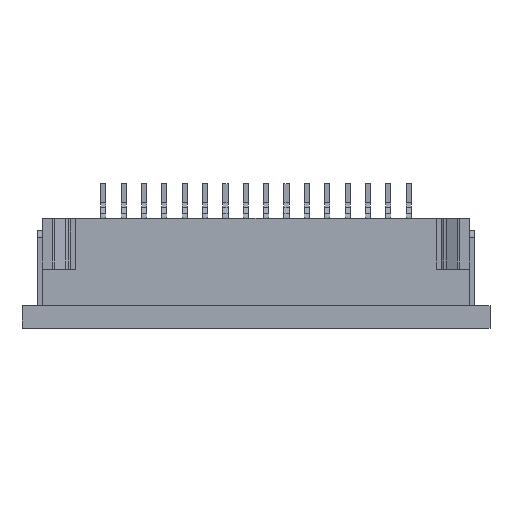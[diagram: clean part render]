
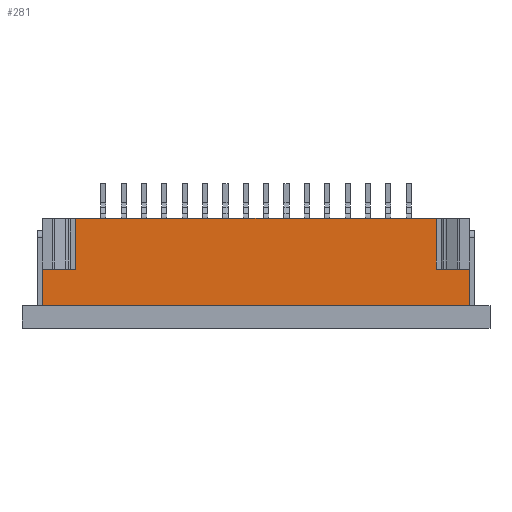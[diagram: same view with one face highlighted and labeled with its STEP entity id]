
A CAD part, top view. The second image highlights one B-rep face of the part: STEP entity #281.
In plain terms, the highlighted planar face has unit normal (0, 0, 1).
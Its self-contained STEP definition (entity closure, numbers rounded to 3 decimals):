
#281=ADVANCED_FACE('',(#1278),#1279,.F.);
#1278=FACE_OUTER_BOUND('',#3194,.T.);
#1279=PLANE('',#3195);
#3194=EDGE_LOOP('',(#5387,#5388,#5389,#5390,#5391,#5392,#5393,#5394));
#3195=AXIS2_PLACEMENT_3D('',#5395,#5396,#5397);
#5387=ORIENTED_EDGE('',*,*,#13522,.T.);
#5388=ORIENTED_EDGE('',*,*,#13534,.F.);
#5389=ORIENTED_EDGE('',*,*,#13619,.T.);
#5390=ORIENTED_EDGE('',*,*,#13552,.F.);
#5391=ORIENTED_EDGE('',*,*,#13499,.F.);
#5392=ORIENTED_EDGE('',*,*,#13654,.F.);
#5393=ORIENTED_EDGE('',*,*,#13655,.F.);
#5394=ORIENTED_EDGE('',*,*,#13656,.T.);
#5395=CARTESIAN_POINT('',(10.5,-2.15,1.5));
#5396=DIRECTION('',(0.,0.0,-1.0));
#5397=DIRECTION('',(0.0,-1.0,0.0));
#13499=EDGE_CURVE('',#16362,#16364,#16365,.T.);
#13522=EDGE_CURVE('',#16408,#16406,#16409,.T.);
#13534=EDGE_CURVE('',#16428,#16406,#16430,.T.);
#13552=EDGE_CURVE('',#16364,#16461,#16462,.T.);
#13619=EDGE_CURVE('',#16428,#16461,#16593,.T.);
#13654=EDGE_CURVE('',#16654,#16362,#16656,.T.);
#13655=EDGE_CURVE('',#16657,#16654,#16658,.T.);
#13656=EDGE_CURVE('',#16657,#16408,#16659,.T.);
#16362=VERTEX_POINT('',#21013);
#16364=VERTEX_POINT('',#21016);
#16365=LINE('',#21017,#21018);
#16406=VERTEX_POINT('',#21077);
#16408=VERTEX_POINT('',#21080);
#16409=LINE('',#21081,#21082);
#16428=VERTEX_POINT('',#21107);
#16430=LINE('',#21110,#21111);
#16461=VERTEX_POINT('',#21154);
#16462=LINE('',#21155,#21156);
#16593=LINE('',#21353,#21354);
#16654=VERTEX_POINT('',#21436);
#16656=LINE('',#21439,#21440);
#16657=VERTEX_POINT('',#21441);
#16658=LINE('',#21442,#21443);
#16659=LINE('',#21444,#21445);
#21013=CARTESIAN_POINT('',(-10.5,-0.35,1.5));
#21016=CARTESIAN_POINT('',(-8.85,-0.35,1.5));
#21017=CARTESIAN_POINT('',(-8.85,-0.35,1.5));
#21018=VECTOR('',#27454,1000.0);
#21077=CARTESIAN_POINT('',(8.85,-0.35,1.5));
#21080=CARTESIAN_POINT('',(10.5,-0.35,1.5));
#21081=CARTESIAN_POINT('',(8.85,-0.35,1.5));
#21082=VECTOR('',#27483,1000.0);
#21107=CARTESIAN_POINT('',(8.85,2.15,1.5));
#21110=CARTESIAN_POINT('',(8.85,21.54,1.5));
#21111=VECTOR('',#27503,1000.0);
#21154=CARTESIAN_POINT('',(-8.85,2.15,1.5));
#21155=CARTESIAN_POINT('',(-8.85,-2.15,1.5));
#21156=VECTOR('',#27531,1000.0);
#21353=CARTESIAN_POINT('',(10.5,2.15,1.5));
#21354=VECTOR('',#27598,1000.0);
#21436=CARTESIAN_POINT('',(-10.5,-2.15,1.5));
#21439=CARTESIAN_POINT('',(-10.5,-2.15,1.5));
#21440=VECTOR('',#27657,1000.0);
#21441=CARTESIAN_POINT('',(10.5,-2.15,1.5));
#21442=CARTESIAN_POINT('',(10.5,-2.15,1.5));
#21443=VECTOR('',#27658,1000.0);
#21444=CARTESIAN_POINT('',(10.5,-2.15,1.5));
#21445=VECTOR('',#27659,1000.0);
#27454=DIRECTION('',(1.0,0.0,0.0));
#27483=DIRECTION('',(-1.0,0.0,0.0));
#27503=DIRECTION('',(0.0,-1.0,0.0));
#27531=DIRECTION('',(0.0,1.0,0.0));
#27598=DIRECTION('',(-1.0,0.0,0.));
#27657=DIRECTION('',(0.0,1.0,0.0));
#27658=DIRECTION('',(-1.0,0.0,0.));
#27659=DIRECTION('',(0.0,1.0,0.0));
